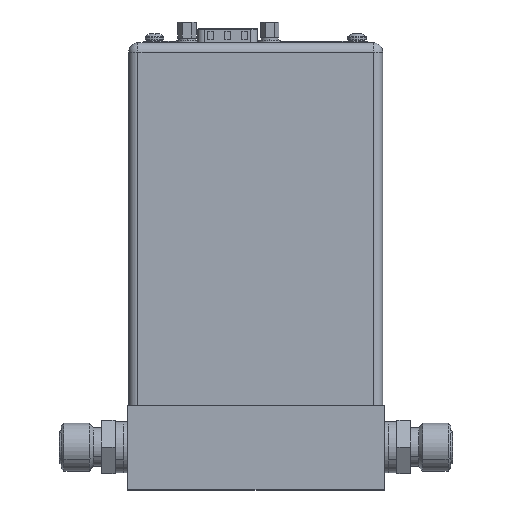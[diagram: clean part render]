
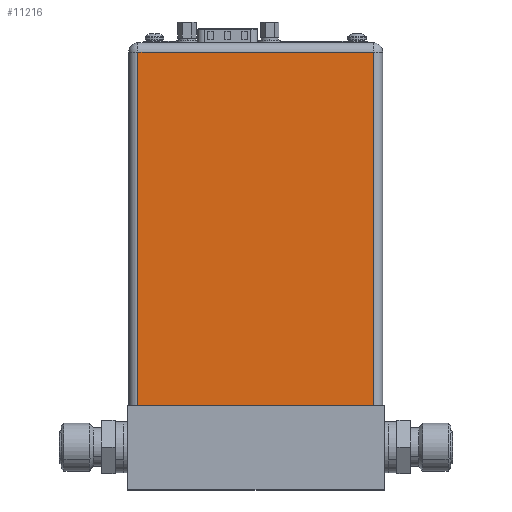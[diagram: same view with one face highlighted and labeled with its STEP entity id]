
A CAD part, top view. The second image highlights one B-rep face of the part: STEP entity #11216.
In plain terms, the highlighted planar face has unit normal (0, 0, 1).
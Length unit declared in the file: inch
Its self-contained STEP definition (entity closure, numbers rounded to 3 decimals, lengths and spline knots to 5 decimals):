
#9168=DIRECTION('',(1.,0.,0.));
#9169=VECTOR('',#9168,2.755);
#9170=CARTESIAN_POINT('',(-1.3775,0.,1.425));
#9171=LINE('',#9170,#9169);
#9816=DIRECTION('',(0.,-1.,0.));
#9817=VECTOR('',#9816,4.14);
#9818=CARTESIAN_POINT('',(1.3775,4.14,1.425));
#9819=LINE('',#9818,#9817);
#9823=DIRECTION('',(0.,-1.,0.));
#9824=VECTOR('',#9823,4.14);
#9825=CARTESIAN_POINT('',(-1.3775,4.14,1.425));
#9826=LINE('',#9825,#9824);
#9830=DIRECTION('',(1.,0.,0.));
#9831=VECTOR('',#9830,2.755);
#9832=CARTESIAN_POINT('',(-1.3775,4.14,1.425));
#9833=LINE('',#9832,#9831);
#10636=CARTESIAN_POINT('',(1.3775,0.,1.425));
#10638=VERTEX_POINT('',#10636);
#10639=CARTESIAN_POINT('',(1.3775,4.14,1.425));
#10640=VERTEX_POINT('',#10639);
#10661=CARTESIAN_POINT('',(-1.3775,0.,1.425));
#10663=VERTEX_POINT('',#10661);
#10665=CARTESIAN_POINT('',(-1.3775,4.14,1.425));
#10666=VERTEX_POINT('',#10665);
#11203=CARTESIAN_POINT('',(-1.4875,0.,1.425));
#11204=DIRECTION('',(0.,0.,1.));
#11205=DIRECTION('',(1.,0.,0.));
#11206=AXIS2_PLACEMENT_3D('',#11203,#11204,#11205);
#11207=PLANE('',#11206);
#11208=ORIENTED_EDGE('',*,*,#11195,.T.);
#11209=ORIENTED_EDGE('',*,*,#10726,.F.);
#11211=ORIENTED_EDGE('',*,*,#11210,.F.);
#11213=ORIENTED_EDGE('',*,*,#11212,.T.);
#11214=EDGE_LOOP('',(#11208,#11209,#11211,#11213));
#11215=FACE_OUTER_BOUND('',#11214,.F.);
#11216=ADVANCED_FACE('',(#11215),#11207,.T.);
#10726=EDGE_CURVE('',#10663,#10638,#9171,.T.);
#11195=EDGE_CURVE('',#10640,#10638,#9819,.T.);
#11210=EDGE_CURVE('',#10666,#10663,#9826,.T.);
#11212=EDGE_CURVE('',#10666,#10640,#9833,.T.);
